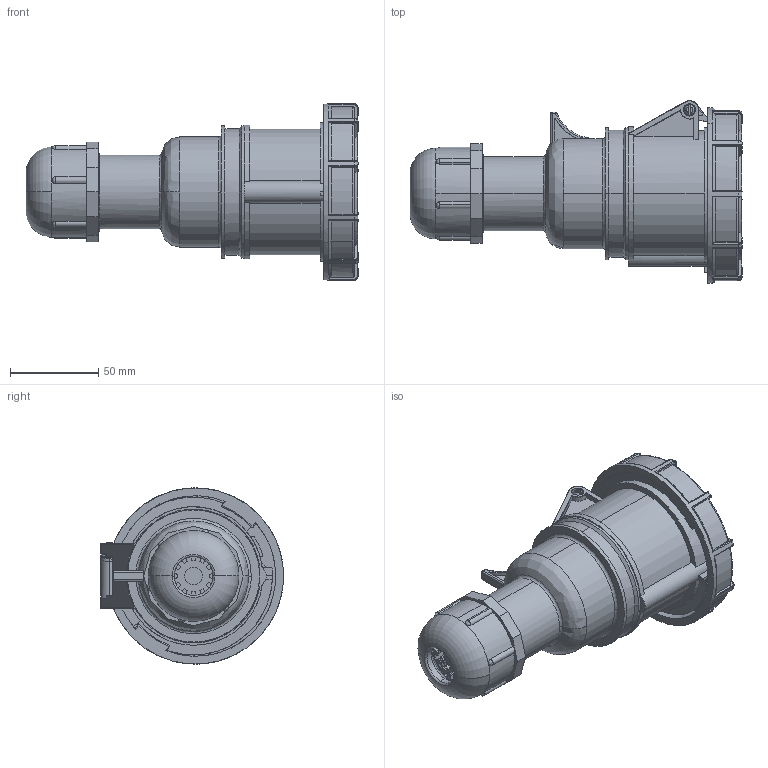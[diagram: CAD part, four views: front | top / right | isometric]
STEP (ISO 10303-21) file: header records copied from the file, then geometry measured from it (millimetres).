
FILE_DESCRIPTION (( 'STEP AP214' ), '1' );
FILE_NAME ('2252.STEP', '2025-01-05T06:27:08', ( '' ), ( '' ), 'SwSTEP 2.0', 'SolidWorks 2022', '' );
FILE_SCHEMA (( 'AUTOMOTIVE_DESIGN' ));
Length unit declared in the file: millimetre
Products named in the file (1): 2252
Bounding box: 188.45 x 103.73 x 100 mm (x, y, z)
Surface area: 81378.3 mm2 (no closed solid volume)
Topology: 0 solids, 27 shells, 590 faces, 2113 edges, 1503 vertices
Faces by surface type: cylinder 228, plane 196, bspline 147, cone 17, torus 2
Entity records: 44544 total; most frequent: CARTESIAN_POINT 22412, ORIENTED_EDGE 3410, DIRECTION 2565, EDGE_CURVE 2094, VERTEX_POINT 1503, AXIS2_PLACEMENT_3D 859, LINE 847, VECTOR 847
